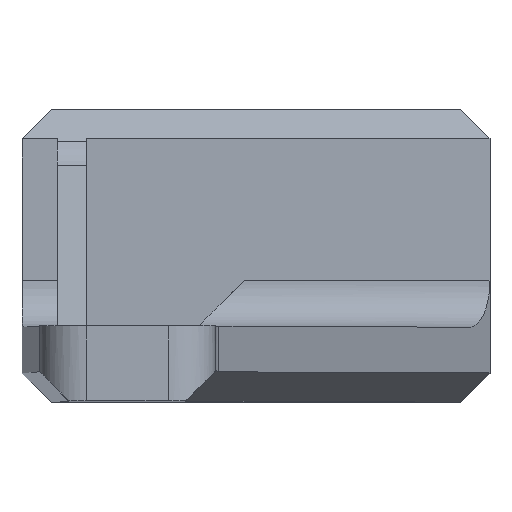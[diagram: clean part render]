
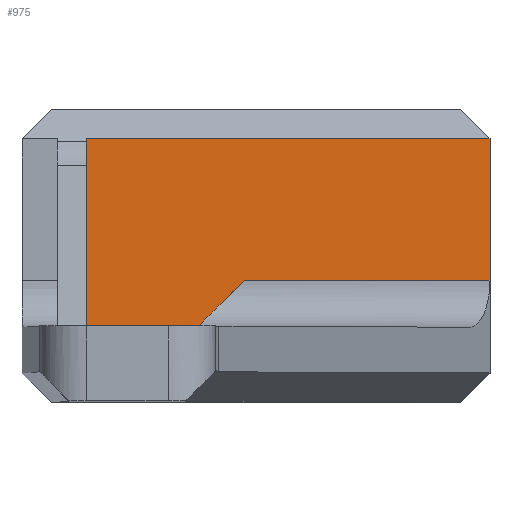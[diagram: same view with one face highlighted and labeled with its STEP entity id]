
A CAD part, top view. The second image highlights one B-rep face of the part: STEP entity #975.
In plain terms, the highlighted planar face has unit normal (0, 0, 1).
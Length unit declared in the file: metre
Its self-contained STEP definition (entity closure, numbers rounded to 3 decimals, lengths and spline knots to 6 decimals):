
#56=ORIENTED_EDGE('',*,*,#338,.T.);
#57=ORIENTED_EDGE('',*,*,#339,.T.);
#58=ORIENTED_EDGE('',*,*,#340,.F.);
#59=ORIENTED_EDGE('',*,*,#341,.T.);
#60=ORIENTED_EDGE('',*,*,#342,.T.);
#61=ORIENTED_EDGE('',*,*,#343,.T.);
#62=ORIENTED_EDGE('',*,*,#344,.F.);
#338=EDGE_CURVE('',#479,#480,#570,.F.);
#339=EDGE_CURVE('',#480,#481,#571,.T.);
#340=EDGE_CURVE('',#482,#481,#572,.T.);
#341=EDGE_CURVE('',#482,#483,#573,.T.);
#342=EDGE_CURVE('',#483,#484,#574,.T.);
#343=EDGE_CURVE('',#484,#485,#575,.T.);
#344=EDGE_CURVE('',#479,#485,#576,.T.);
#479=VERTEX_POINT('',#1422);
#480=VERTEX_POINT('',#1423);
#481=VERTEX_POINT('',#1425);
#482=VERTEX_POINT('',#1427);
#483=VERTEX_POINT('',#1429);
#484=VERTEX_POINT('',#1431);
#485=VERTEX_POINT('',#1433);
#570=LINE('',#1421,#687);
#571=LINE('',#1424,#688);
#572=LINE('',#1426,#689);
#573=LINE('',#1428,#690);
#574=LINE('',#1430,#691);
#575=LINE('',#1432,#692);
#576=LINE('',#1434,#693);
#687=VECTOR('',#1140,1.);
#688=VECTOR('',#1141,1.);
#689=VECTOR('',#1142,1.);
#690=VECTOR('',#1143,1.);
#691=VECTOR('',#1144,1.);
#692=VECTOR('',#1145,1.);
#693=VECTOR('',#1146,1.);
#800=EDGE_LOOP('',(#56,#57,#58,#59,#60,#61,#62));
#866=FACE_BOUND('',#800,.T.);
#929=PLANE('',#1045);
#975=ADVANCED_FACE('',(#866),#929,.F.);
#1045=AXIS2_PLACEMENT_3D('',#1420,#1138,#1139);
#1138=DIRECTION('',(0.,0.,-1.));
#1139=DIRECTION('',(-1.,0.,0.));
#1140=DIRECTION('',(-0.707,-0.707,0.));
#1141=DIRECTION('',(1.,0.,0.));
#1142=DIRECTION('',(0.,-1.,0.));
#1143=DIRECTION('',(-1.,0.,0.));
#1144=DIRECTION('',(0.,-1.,0.));
#1145=DIRECTION('',(1.,0.,0.));
#1146=DIRECTION('',(0.,-1.,0.));
#1420=CARTESIAN_POINT('',(0.,0.004,-0.125));
#1421=CARTESIAN_POINT('',(0.0016,0.0024,-0.125));
#1422=CARTESIAN_POINT('',(0.007,0.0078,-0.125));
#1423=CARTESIAN_POINT('',(0.02,0.0208,-0.125));
#1424=CARTESIAN_POINT('',(0.062,0.0208,-0.125));
#1425=CARTESIAN_POINT('',(0.062,0.0208,-0.125));
#1426=CARTESIAN_POINT('',(0.062,0.05,-0.125));
#1427=CARTESIAN_POINT('',(0.062,0.045,-0.125));
#1428=CARTESIAN_POINT('',(0.,0.045,-0.125));
#1429=CARTESIAN_POINT('',(-0.007,0.045,-0.125));
#1430=CARTESIAN_POINT('',(-0.007,0.004,-0.125));
#1431=CARTESIAN_POINT('',(-0.007,0.,-0.125));
#1432=CARTESIAN_POINT('',(0.,0.,-0.125));
#1433=CARTESIAN_POINT('',(0.007,0.,-0.125));
#1434=CARTESIAN_POINT('',(0.007,0.004,-0.125));
